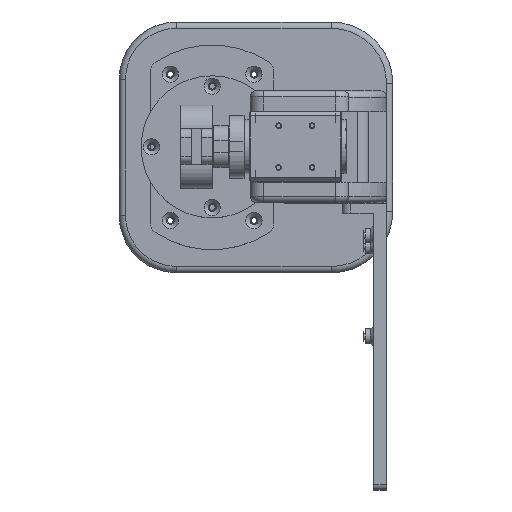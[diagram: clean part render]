
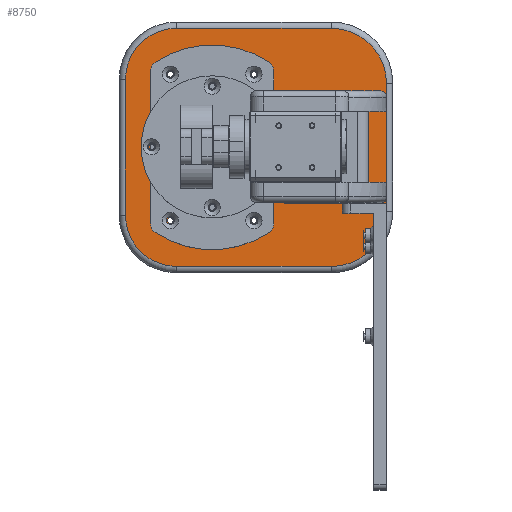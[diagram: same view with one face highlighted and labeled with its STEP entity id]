
A CAD part, top view. The second image highlights one B-rep face of the part: STEP entity #8750.
In plain terms, the highlighted planar face has unit normal (0, 0, 1).
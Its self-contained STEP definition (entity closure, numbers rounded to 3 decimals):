
#236=FACE_BOUND('',#1311,.T.);
#237=FACE_BOUND('',#1312,.T.);
#238=FACE_BOUND('',#1313,.T.);
#239=FACE_BOUND('',#1314,.T.);
#240=FACE_BOUND('',#1315,.T.);
#241=FACE_BOUND('',#1316,.T.);
#242=FACE_BOUND('',#1317,.T.);
#243=FACE_BOUND('',#1318,.T.);
#244=FACE_BOUND('',#1319,.T.);
#441=PLANE('',#9497);
#706=FACE_OUTER_BOUND('',#1310,.T.);
#1310=EDGE_LOOP('',(#6248,#6249,#6250,#6251,#6252,#6253,#6254,#6255));
#1311=EDGE_LOOP('',(#6256));
#1312=EDGE_LOOP('',(#6257));
#1313=EDGE_LOOP('',(#6258));
#1314=EDGE_LOOP('',(#6259));
#1315=EDGE_LOOP('',(#6260));
#1316=EDGE_LOOP('',(#6261));
#1317=EDGE_LOOP('',(#6262));
#1318=EDGE_LOOP('',(#6263));
#1319=EDGE_LOOP('',(#6264));
#2068=LINE('',#13865,#2709);
#2069=LINE('',#13876,#2710);
#2071=LINE('',#13888,#2712);
#2073=LINE('',#13900,#2714);
#2709=VECTOR('',#10877,10.);
#2710=VECTOR('',#10890,10.);
#2712=VECTOR('',#10904,10.);
#2714=VECTOR('',#10918,10.);
#3338=CIRCLE('',#9472,26.5);
#3342=CIRCLE('',#9478,26.5);
#3346=CIRCLE('',#9484,24.5);
#3350=CIRCLE('',#9490,24.5);
#3353=CIRCLE('',#9498,24.5);
#3354=CIRCLE('',#9499,1.4);
#3355=CIRCLE('',#9500,1.4);
#3356=CIRCLE('',#9501,1.4);
#3357=CIRCLE('',#9502,1.4);
#3358=CIRCLE('',#9503,1.9);
#3359=CIRCLE('',#9504,1.9);
#3360=CIRCLE('',#9505,1.9);
#3361=CIRCLE('',#9506,1.9);
#3959=VERTEX_POINT('',#13858);
#3962=VERTEX_POINT('',#13863);
#3964=VERTEX_POINT('',#13868);
#3966=VERTEX_POINT('',#13874);
#3968=VERTEX_POINT('',#13880);
#3970=VERTEX_POINT('',#13886);
#3972=VERTEX_POINT('',#13892);
#3974=VERTEX_POINT('',#13898);
#3980=VERTEX_POINT('',#13924);
#3981=VERTEX_POINT('',#13926);
#3982=VERTEX_POINT('',#13928);
#3983=VERTEX_POINT('',#13930);
#3984=VERTEX_POINT('',#13932);
#3985=VERTEX_POINT('',#13934);
#3986=VERTEX_POINT('',#13936);
#3987=VERTEX_POINT('',#13938);
#3988=VERTEX_POINT('',#13940);
#4804=EDGE_CURVE('',#3962,#3959,#2068,.T.);
#4806=EDGE_CURVE('',#3964,#3962,#3338,.T.);
#4809=EDGE_CURVE('',#3966,#3964,#2069,.T.);
#4812=EDGE_CURVE('',#3968,#3966,#3342,.T.);
#4815=EDGE_CURVE('',#3970,#3968,#2071,.T.);
#4818=EDGE_CURVE('',#3972,#3970,#3346,.T.);
#4821=EDGE_CURVE('',#3974,#3972,#2073,.T.);
#4824=EDGE_CURVE('',#3959,#3974,#3350,.T.);
#4834=EDGE_CURVE('',#3980,#3980,#3353,.F.);
#4835=EDGE_CURVE('',#3981,#3981,#3354,.T.);
#4836=EDGE_CURVE('',#3982,#3982,#3355,.T.);
#4837=EDGE_CURVE('',#3983,#3983,#3356,.T.);
#4838=EDGE_CURVE('',#3984,#3984,#3357,.T.);
#4839=EDGE_CURVE('',#3985,#3985,#3358,.T.);
#4840=EDGE_CURVE('',#3986,#3986,#3359,.T.);
#4841=EDGE_CURVE('',#3987,#3987,#3360,.T.);
#4842=EDGE_CURVE('',#3988,#3988,#3361,.T.);
#6248=ORIENTED_EDGE('',*,*,#4804,.F.);
#6249=ORIENTED_EDGE('',*,*,#4806,.F.);
#6250=ORIENTED_EDGE('',*,*,#4809,.F.);
#6251=ORIENTED_EDGE('',*,*,#4812,.F.);
#6252=ORIENTED_EDGE('',*,*,#4815,.F.);
#6253=ORIENTED_EDGE('',*,*,#4818,.F.);
#6254=ORIENTED_EDGE('',*,*,#4821,.F.);
#6255=ORIENTED_EDGE('',*,*,#4824,.F.);
#6256=ORIENTED_EDGE('',*,*,#4834,.T.);
#6257=ORIENTED_EDGE('',*,*,#4835,.T.);
#6258=ORIENTED_EDGE('',*,*,#4836,.T.);
#6259=ORIENTED_EDGE('',*,*,#4837,.T.);
#6260=ORIENTED_EDGE('',*,*,#4838,.T.);
#6261=ORIENTED_EDGE('',*,*,#4839,.T.);
#6262=ORIENTED_EDGE('',*,*,#4840,.T.);
#6263=ORIENTED_EDGE('',*,*,#4841,.T.);
#6264=ORIENTED_EDGE('',*,*,#4842,.T.);
#8750=ADVANCED_FACE('',(#706,#236,#237,#238,#239,#240,#241,#242,#243,#244),
#441,.T.);
#9472=AXIS2_PLACEMENT_3D('',#13870,#10882,#10883);
#9478=AXIS2_PLACEMENT_3D('',#13882,#10896,#10897);
#9484=AXIS2_PLACEMENT_3D('',#13894,#10910,#10911);
#9490=AXIS2_PLACEMENT_3D('',#13904,#10924,#10925);
#9497=AXIS2_PLACEMENT_3D('',#13923,#10945,#10946);
#9498=AXIS2_PLACEMENT_3D('',#13925,#10947,#10948);
#9499=AXIS2_PLACEMENT_3D('',#13927,#10949,#10950);
#9500=AXIS2_PLACEMENT_3D('',#13929,#10951,#10952);
#9501=AXIS2_PLACEMENT_3D('',#13931,#10953,#10954);
#9502=AXIS2_PLACEMENT_3D('',#13933,#10955,#10956);
#9503=AXIS2_PLACEMENT_3D('',#13935,#10957,#10958);
#9504=AXIS2_PLACEMENT_3D('',#13937,#10959,#10960);
#9505=AXIS2_PLACEMENT_3D('',#13939,#10961,#10962);
#9506=AXIS2_PLACEMENT_3D('',#13941,#10963,#10964);
#10877=DIRECTION('',(-1.,0.,0.));
#10882=DIRECTION('center_axis',(0.,0.,-1.));
#10883=DIRECTION('ref_axis',(0.707,-0.707,0.));
#10890=DIRECTION('',(0.,-1.,0.));
#10896=DIRECTION('center_axis',(0.,0.,-1.));
#10897=DIRECTION('ref_axis',(0.707,0.707,0.));
#10904=DIRECTION('',(1.,0.,0.));
#10910=DIRECTION('center_axis',(0.,0.,-1.));
#10911=DIRECTION('ref_axis',(-0.707,0.707,0.));
#10918=DIRECTION('',(0.,1.,0.));
#10924=DIRECTION('center_axis',(0.,0.,-1.));
#10925=DIRECTION('ref_axis',(-0.707,-0.707,0.));
#10945=DIRECTION('center_axis',(0.,0.,1.));
#10946=DIRECTION('ref_axis',(-1.,0.,0.));
#10947=DIRECTION('center_axis',(0.,0.,1.));
#10948=DIRECTION('ref_axis',(1.,0.,0.));
#10949=DIRECTION('center_axis',(0.,0.,-1.));
#10950=DIRECTION('ref_axis',(-1.,0.,0.));
#10951=DIRECTION('center_axis',(0.,0.,-1.));
#10952=DIRECTION('ref_axis',(-1.,0.,0.));
#10953=DIRECTION('center_axis',(0.,0.,-1.));
#10954=DIRECTION('ref_axis',(-1.,0.,0.));
#10955=DIRECTION('center_axis',(0.,0.,-1.));
#10956=DIRECTION('ref_axis',(-1.,0.,0.));
#10957=DIRECTION('center_axis',(0.,0.,-1.));
#10958=DIRECTION('ref_axis',(1.,0.,0.));
#10959=DIRECTION('center_axis',(0.,0.,-1.));
#10960=DIRECTION('ref_axis',(1.,0.,0.));
#10961=DIRECTION('center_axis',(0.,0.,-1.));
#10962=DIRECTION('ref_axis',(1.,0.,0.));
#10963=DIRECTION('center_axis',(0.,0.,-1.));
#10964=DIRECTION('ref_axis',(1.,0.,0.));
#13858=CARTESIAN_POINT('',(-17.,-57.,153.));
#13863=CARTESIAN_POINT('',(56.939,-57.,153.));
#13865=CARTESIAN_POINT('',(-22.25,-57.,153.));
#13868=CARTESIAN_POINT('',(83.439,-30.5,153.));
#13870=CARTESIAN_POINT('Origin',(56.939,-30.5,153.));
#13874=CARTESIAN_POINT('',(83.439,30.5,153.));
#13876=CARTESIAN_POINT('',(83.439,9.503,153.));
#13880=CARTESIAN_POINT('',(56.939,57.,153.));
#13882=CARTESIAN_POINT('Origin',(56.939,30.5,153.));
#13886=CARTESIAN_POINT('',(-17.,57.,153.));
#13888=CARTESIAN_POINT('',(22.25,57.,153.));
#13892=CARTESIAN_POINT('',(-41.5,32.5,153.));
#13894=CARTESIAN_POINT('Origin',(-17.,32.5,153.));
#13898=CARTESIAN_POINT('',(-41.5,-32.5,153.));
#13900=CARTESIAN_POINT('',(-41.5,-9.503,153.));
#13904=CARTESIAN_POINT('Origin',(-17.,-32.5,153.));
#13923=CARTESIAN_POINT('Origin',(0.,0.,153.));
#13924=CARTESIAN_POINT('',(-24.5,0.,153.));
#13925=CARTESIAN_POINT('Origin',(0.,0.,153.));
#13926=CARTESIAN_POINT('',(21.4,35.,153.));
#13927=CARTESIAN_POINT('Origin',(20.,35.,153.));
#13928=CARTESIAN_POINT('',(21.4,-35.,153.));
#13929=CARTESIAN_POINT('Origin',(20.,-35.,153.));
#13930=CARTESIAN_POINT('',(-18.6,35.,153.));
#13931=CARTESIAN_POINT('Origin',(-20.,35.,153.));
#13932=CARTESIAN_POINT('',(-18.6,-35.,153.));
#13933=CARTESIAN_POINT('Origin',(-20.,-35.,153.));
#13934=CARTESIAN_POINT('',(73.594,-21.894,153.));
#13935=CARTESIAN_POINT('Origin',(75.494,-21.894,153.));
#13936=CARTESIAN_POINT('',(73.594,21.856,153.));
#13937=CARTESIAN_POINT('Origin',(75.494,21.856,153.));
#13938=CARTESIAN_POINT('',(38.061,-21.894,153.));
#13939=CARTESIAN_POINT('Origin',(39.961,-21.894,153.));
#13940=CARTESIAN_POINT('',(38.061,21.856,153.));
#13941=CARTESIAN_POINT('Origin',(39.961,21.856,153.));
